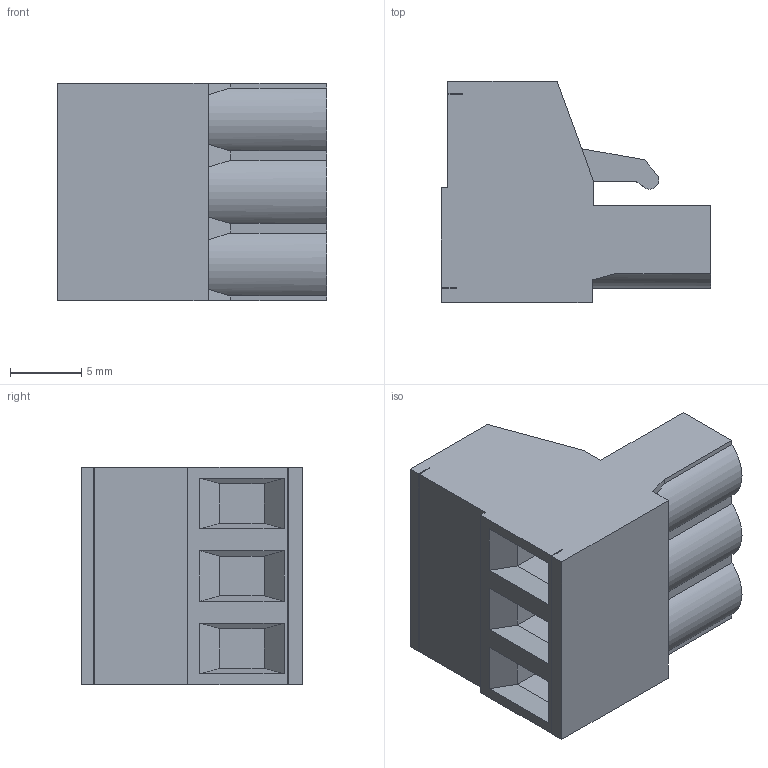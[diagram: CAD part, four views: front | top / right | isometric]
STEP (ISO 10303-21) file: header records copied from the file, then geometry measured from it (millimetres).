
FILE_DESCRIPTION( ( 'STEP AP214' ), '1' );
FILE_NAME( ' ', ' ', ( ' ' ), ( ' ' ), 'PSStep 11.0', 'VISI 17.0', ' ' );
FILE_SCHEMA( ( 'AUTOMOTIVE_DESIGN { 1 0 10303 214 1 1 1 1 }' ) );
Length unit declared in the file: millimetre
Products named in the file (1): 1
Bounding box: 18.85 x 15.5 x 15.24 mm (x, y, z)
Volume: 2644.9 mm3; surface area: 2040.1 mm2
Topology: 1 solids, 1 shells, 129 faces, 332 edges, 217 vertices
Faces by surface type: plane 112, cylinder 14, cone 3
Full cylindrical faces by diameter (mm): 1.6 x3, 3.8 x3, 4 x3
Entity records: 4776 total; most frequent: CARTESIAN_POINT 649, ORIENTED_EDGE 622, DIRECTION 617, EDGE_CURVE 311, LINE 265, VECTOR 265, VERTEX_POINT 208, AXIS2_PLACEMENT_3D 176
